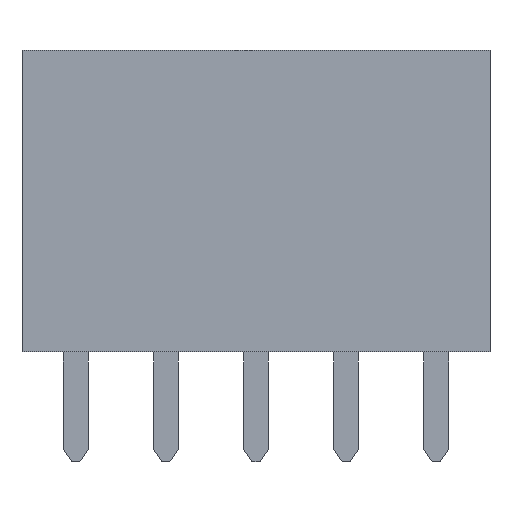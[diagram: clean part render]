
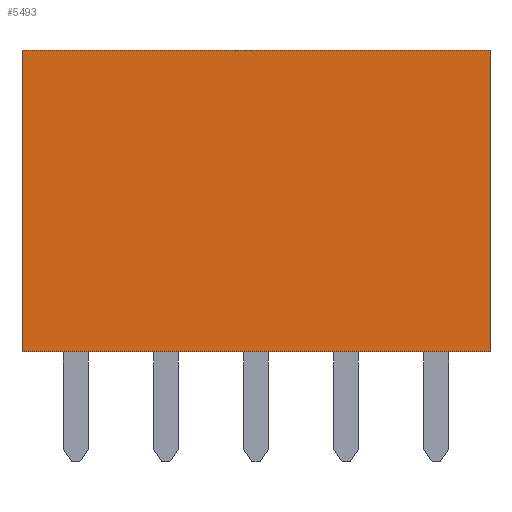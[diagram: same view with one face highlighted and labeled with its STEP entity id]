
A CAD part, front view. The second image highlights one B-rep face of the part: STEP entity #5493.
In plain terms, the highlighted planar face has unit normal (0, -1, 0).
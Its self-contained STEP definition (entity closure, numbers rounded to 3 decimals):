
#802=ORIENTED_EDGE('',*,*,#1700,.T.);
#803=ORIENTED_EDGE('',*,*,#1701,.T.);
#804=ORIENTED_EDGE('',*,*,#1688,.T.);
#805=ORIENTED_EDGE('',*,*,#1699,.T.);
#1688=EDGE_CURVE('',#2140,#2139,#2583,.T.);
#1699=EDGE_CURVE('',#2139,#2148,#2594,.T.);
#1700=EDGE_CURVE('',#2148,#2149,#2595,.T.);
#1701=EDGE_CURVE('',#2149,#2140,#2596,.T.);
#2139=VERTEX_POINT('',#7837);
#2140=VERTEX_POINT('',#7839);
#2148=VERTEX_POINT('',#7859);
#2149=VERTEX_POINT('',#7863);
#2583=LINE('',#7838,#3112);
#2594=LINE('',#7860,#3123);
#2595=LINE('',#7862,#3124);
#2596=LINE('',#7864,#3125);
#3112=VECTOR('',#6531,1000.);
#3123=VECTOR('',#6546,1000.);
#3124=VECTOR('',#6549,1000.);
#3125=VECTOR('',#6550,1000.);
#3341=EDGE_LOOP('',(#802,#803,#804,#805));
#3566=FACE_BOUND('',#3341,.T.);
#3791=PLANE('',#5735);
#5493=ADVANCED_FACE('',(#3566),#3791,.T.);
#5735=AXIS2_PLACEMENT_3D('',#7861,#6547,#6548);
#6531=DIRECTION('',(1.,0.,0.));
#6546=DIRECTION('',(0.,0.,1.));
#6547=DIRECTION('',(0.,-1.,0.));
#6548=DIRECTION('',(0.,0.,-1.));
#6549=DIRECTION('',(-1.,0.,0.));
#6550=DIRECTION('',(0.,0.,-1.));
#7837=CARTESIAN_POINT('',(6.6,-1.25,-4.25));
#7838=CARTESIAN_POINT('',(-6.6,-1.25,-4.25));
#7839=CARTESIAN_POINT('',(-6.6,-1.25,-4.25));
#7859=CARTESIAN_POINT('',(6.6,-1.25,4.25));
#7860=CARTESIAN_POINT('',(6.6,-1.25,-4.25));
#7861=CARTESIAN_POINT('',(0.,-1.25,0.));
#7862=CARTESIAN_POINT('',(6.6,-1.25,4.25));
#7863=CARTESIAN_POINT('',(-6.6,-1.25,4.25));
#7864=CARTESIAN_POINT('',(-6.6,-1.25,4.25));
